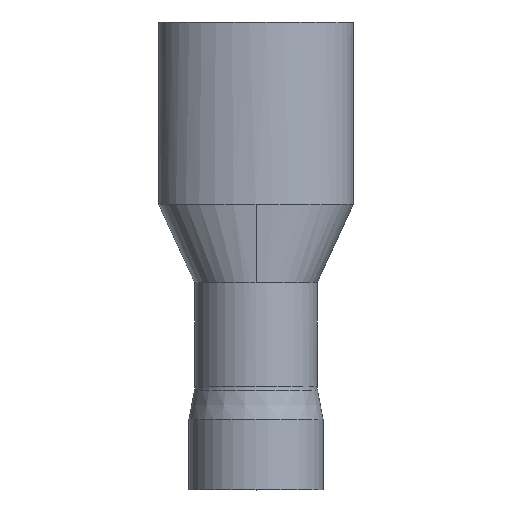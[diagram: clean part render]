
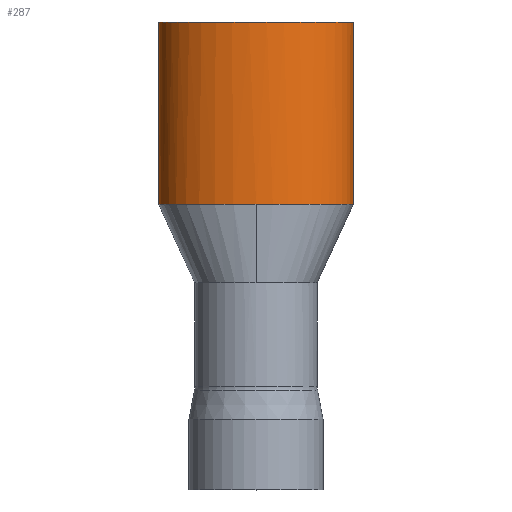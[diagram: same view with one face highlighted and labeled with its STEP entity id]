
A CAD part, top view. The second image highlights one B-rep face of the part: STEP entity #287.
In plain terms, the highlighted free-form (B-spline) face has degree [3, 1] with [4, 2] control points.
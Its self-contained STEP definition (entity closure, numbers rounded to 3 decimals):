
#26 = CARTESIAN_POINT ( 'NONE',  ( 1.13, 0.18, 4.804 ) ) ;
#53 = ORIENTED_EDGE ( 'NONE', *, *, #3783, .F. ) ;
#191 = CARTESIAN_POINT ( 'NONE',  ( 4.695, 8.98, 8.3 ) ) ;
#287 = ADVANCED_FACE ( 'NONE', ( #3945 ), #4525, .F. ) ;
#498 = CARTESIAN_POINT ( 'NONE',  ( 4.695, 0.18, 1.5 ) ) ;
#927 = ORIENTED_EDGE ( 'NONE', *, *, #3834, .F. ) ;
#1064 = CARTESIAN_POINT ( 'NONE',  ( -4.695, 8.98, 1.5 ) ) ;
#1082 = CARTESIAN_POINT ( 'NONE',  ( -4.695, 8.98, 8.3 ) ) ;
#1088 = VERTEX_POINT ( 'NONE', #1588 ) ;
#1194 = CARTESIAN_POINT ( 'NONE',  ( -4.695, 0.18, 8.3 ) ) ;
#1320 = CARTESIAN_POINT ( 'NONE',  ( 0.386, 0.18, 4.892 ) ) ;
#1332 = LINE ( 'NONE', #3248, #5262 ) ;
#1356 = VERTEX_POINT ( 'NONE', #498 ) ;
#1509 = ORIENTED_EDGE ( 'NONE', *, *, #4433, .T. ) ;
#1588 = CARTESIAN_POINT ( 'NONE',  ( 4.695, 8.98, 1.5 ) ) ;
#1631 = VERTEX_POINT ( 'NONE', #5519 ) ;
#1681 = B_SPLINE_CURVE_WITH_KNOTS ( 'NONE', 3,
 ( #3877, #4298, #5162, #26, #3892, #1320, #1690, #5634 ),
 .UNSPECIFIED., .F., .F.,
 ( 4, 1, 1, 1, 1, 4 ),
 ( 0.75, 0.95, 0.962, 0.975, 0.988, 1. ),
 .UNSPECIFIED. ) ;
#1690 = CARTESIAN_POINT ( 'NONE',  ( 0.13, 0.18, 4.9 ) ) ;
#1737 = CARTESIAN_POINT ( 'NONE',  ( -4.695, 0.18, 1.5 ) ) ;
#1762 = CARTESIAN_POINT ( 'NONE',  ( -3.264, 0.18, 4.356 ) ) ;
#2060 = EDGE_CURVE ( 'NONE', #1356, #1088, #1332, .T. ) ;
#2094 = CARTESIAN_POINT ( 'NONE',  ( 4.695, 8.98, 1.5 ) ) ;
#2137 = CARTESIAN_POINT ( 'NONE',  ( -4.695, 0.18, 1.5 ) ) ;
#2298 = CARTESIAN_POINT ( 'NONE',  ( 4.695, 8.98, 1.5 ) ) ;
#2536 = EDGE_CURVE ( 'NONE', #4790, #1631, #4653, .T. ) ;
#2558 = VECTOR ( 'NONE', #3052, 1000. ) ;
#2580 = CARTESIAN_POINT ( 'NONE',  ( -0.763, 0.18, 4.859 ) ) ;
#2775 = EDGE_LOOP ( 'NONE', ( #53, #5095, #1509, #5271, #927 ) ) ;
#3052 = DIRECTION ( 'NONE',  ( 0., 1., 0. ) ) ;
#3053 = CARTESIAN_POINT ( 'NONE',  ( -4.695, 0.18, 1.5 ) ) ;
#3248 = CARTESIAN_POINT ( 'NONE',  ( 4.695, 0.18, 1.5 ) ) ;
#3763 = CARTESIAN_POINT ( 'NONE',  ( -4.695, 8.98, 1.5 ) ) ;
#3783 = EDGE_CURVE ( 'NONE', #1356, #5078, #1681, .T. ) ;
#3830 = CARTESIAN_POINT ( 'NONE',  ( 4.695, 0.18, 1.5 ) ) ;
#3834 = EDGE_CURVE ( 'NONE', #5078, #4790, #5101, .T. ) ;
#3877 = CARTESIAN_POINT ( 'NONE',  ( 4.695, 0.18, 1.5 ) ) ;
#3892 = CARTESIAN_POINT ( 'NONE',  ( 0.763, 0.18, 4.859 ) ) ;
#3912 = CARTESIAN_POINT ( 'NONE',  ( -1.13, 0.18, 4.804 ) ) ;
#3931 =( BOUNDED_CURVE ( )  B_SPLINE_CURVE ( 3, ( #2298, #191, #1082, #1064 ),
 .UNSPECIFIED., .F., .F. ) 
 B_SPLINE_CURVE_WITH_KNOTS ( ( 4, 4 ),
 ( 3.142, 6.283 ),
 .UNSPECIFIED. ) 
 CURVE ( )  GEOMETRIC_REPRESENTATION_ITEM ( )  RATIONAL_B_SPLINE_CURVE ( ( 1., 0.333, 0.333, 1. ) ) 
 REPRESENTATION_ITEM ( '' )  );
#3945 = FACE_OUTER_BOUND ( 'NONE', #2775, .T. ) ;
#4298 = CARTESIAN_POINT ( 'NONE',  ( 4.695, 0.18, 3.001 ) ) ;
#4338 = CARTESIAN_POINT ( 'NONE',  ( 0., 0.18, 4.9 ) ) ;
#4355 = CARTESIAN_POINT ( 'NONE',  ( -4.695, 0.18, 3.001 ) ) ;
#4433 = EDGE_CURVE ( 'NONE', #1088, #1631, #3931, .T. ) ;
#4525 =( BOUNDED_SURFACE ( )  B_SPLINE_SURFACE ( 3, 1, ( 
 ( #3830, #2094 ),
 ( #4607, #5126 ),
 ( #1194, #5091 ),
 ( #5565, #3763 ) ),
 .UNSPECIFIED., .F., .F., .F. ) 
 B_SPLINE_SURFACE_WITH_KNOTS ( ( 4, 4 ),
 ( 2, 2 ),
 ( 0., 1. ),
 ( 0., 1. ),
 .UNSPECIFIED. ) 
 GEOMETRIC_REPRESENTATION_ITEM ( )  RATIONAL_B_SPLINE_SURFACE ( (
 ( 1., 1.),
 ( 0.333, 0.333),
 ( 0.333, 0.333),
 ( 1., 1.) ) ) 
 REPRESENTATION_ITEM ( '' )  SURFACE ( )  );
#4607 = CARTESIAN_POINT ( 'NONE',  ( 4.695, 0.18, 8.3 ) ) ;
#4653 = LINE ( 'NONE', #1737, #2558 ) ;
#4757 = CARTESIAN_POINT ( 'NONE',  ( -0.386, 0.18, 4.892 ) ) ;
#4766 = CARTESIAN_POINT ( 'NONE',  ( 0., 0.18, 4.9 ) ) ;
#4769 = CARTESIAN_POINT ( 'NONE',  ( -0.13, 0.18, 4.9 ) ) ;
#4790 = VERTEX_POINT ( 'NONE', #2137 ) ;
#5078 = VERTEX_POINT ( 'NONE', #4766 ) ;
#5091 = CARTESIAN_POINT ( 'NONE',  ( -4.695, 8.98, 8.3 ) ) ;
#5095 = ORIENTED_EDGE ( 'NONE', *, *, #2060, .T. ) ;
#5101 = B_SPLINE_CURVE_WITH_KNOTS ( 'NONE', 3,
 ( #4338, #4769, #4757, #2580, #3912, #1762, #4355, #3053 ),
 .UNSPECIFIED., .F., .F.,
 ( 4, 1, 1, 1, 1, 4 ),
 ( 0., 0.012, 0.025, 0.037, 0.05, 0.25 ),
 .UNSPECIFIED. ) ;
#5126 = CARTESIAN_POINT ( 'NONE',  ( 4.695, 8.98, 8.3 ) ) ;
#5162 = CARTESIAN_POINT ( 'NONE',  ( 3.264, 0.18, 4.356 ) ) ;
#5262 = VECTOR ( 'NONE', #5391, 1000. ) ;
#5271 = ORIENTED_EDGE ( 'NONE', *, *, #2536, .F. ) ;
#5391 = DIRECTION ( 'NONE',  ( 0., 1., 0. ) ) ;
#5519 = CARTESIAN_POINT ( 'NONE',  ( -4.695, 8.98, 1.5 ) ) ;
#5565 = CARTESIAN_POINT ( 'NONE',  ( -4.695, 0.18, 1.5 ) ) ;
#5634 = CARTESIAN_POINT ( 'NONE',  ( 0., 0.18, 4.9 ) ) ;
